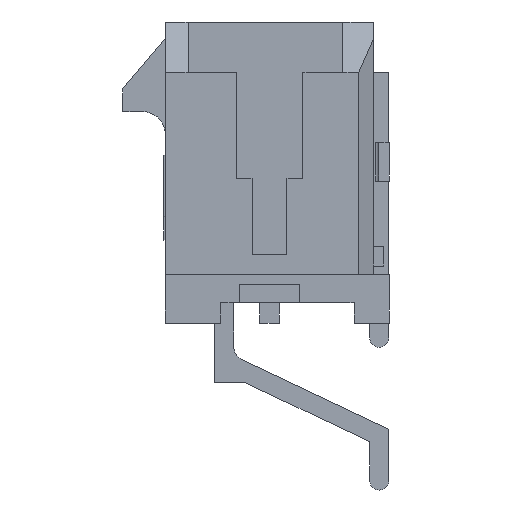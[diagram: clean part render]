
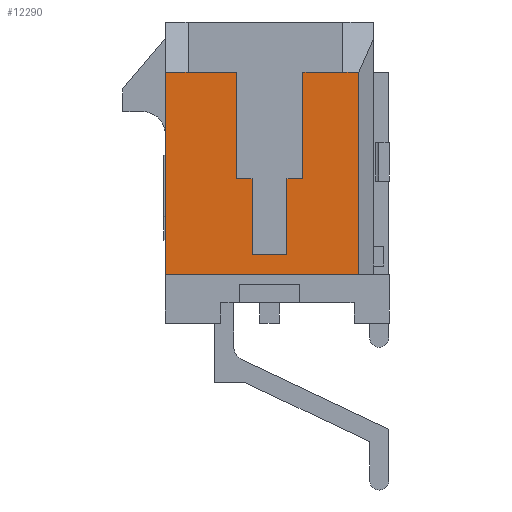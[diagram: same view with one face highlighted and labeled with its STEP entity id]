
A CAD part, left-side view. The second image highlights one B-rep face of the part: STEP entity #12290.
In plain terms, the highlighted planar face has unit normal (-1, 0, 0).
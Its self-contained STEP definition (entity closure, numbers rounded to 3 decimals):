
#825=FACE_OUTER_BOUND('',#1510,.T.);
#1510=EDGE_LOOP('',(#9432,#9433,#9434,#9435,#9436,#9437,#9438,#9439,#9440,
#9441,#9442,#9443,#9444,#9445));
#2143=LINE('',#17575,#3697);
#2474=LINE('',#18624,#4028);
#2641=LINE('',#18973,#4195);
#2642=LINE('',#18977,#4196);
#2643=LINE('',#18979,#4197);
#2644=LINE('',#18981,#4198);
#2645=LINE('',#18983,#4199);
#2646=LINE('',#18985,#4200);
#2647=LINE('',#18987,#4201);
#2648=LINE('',#18989,#4202);
#2649=LINE('',#18990,#4203);
#2650=LINE('',#18992,#4204);
#2651=LINE('',#18994,#4205);
#2652=LINE('',#18995,#4206);
#3697=VECTOR('',#13658,6.66);
#4028=VECTOR('',#14205,6.36);
#4195=VECTOR('',#14486,6.66);
#4196=VECTOR('',#14489,0.525);
#4197=VECTOR('',#14490,2.5);
#4198=VECTOR('',#14491,1.15);
#4199=VECTOR('',#14492,2.5);
#4200=VECTOR('',#14493,0.525);
#4201=VECTOR('',#14494,3.5);
#4202=VECTOR('',#14495,1.58);
#4203=VECTOR('',#14496,0.75);
#4204=VECTOR('',#14497,0.52);
#4205=VECTOR('',#14498,1.31);
#4206=VECTOR('',#14499,3.5);
#5267=VERTEX_POINT('',#17572);
#5268=VERTEX_POINT('',#17574);
#5574=VERTEX_POINT('',#18622);
#5699=VERTEX_POINT('',#18971);
#5700=VERTEX_POINT('',#18975);
#5701=VERTEX_POINT('',#18976);
#5702=VERTEX_POINT('',#18978);
#5703=VERTEX_POINT('',#18980);
#5704=VERTEX_POINT('',#18982);
#5705=VERTEX_POINT('',#18984);
#5706=VERTEX_POINT('',#18986);
#5707=VERTEX_POINT('',#18988);
#5708=VERTEX_POINT('',#18991);
#5709=VERTEX_POINT('',#18993);
#6499=EDGE_CURVE('',#5267,#5268,#2143,.T.);
#6895=EDGE_CURVE('',#5574,#5267,#2474,.T.);
#7073=EDGE_CURVE('',#5699,#5574,#2641,.T.);
#7074=EDGE_CURVE('',#5700,#5701,#2642,.T.);
#7075=EDGE_CURVE('',#5701,#5702,#2643,.T.);
#7076=EDGE_CURVE('',#5702,#5703,#2644,.T.);
#7077=EDGE_CURVE('',#5703,#5704,#2645,.T.);
#7078=EDGE_CURVE('',#5704,#5705,#2646,.T.);
#7079=EDGE_CURVE('',#5706,#5705,#2647,.T.);
#7080=EDGE_CURVE('',#5706,#5707,#2648,.T.);
#7081=EDGE_CURVE('',#5268,#5707,#2649,.T.);
#7082=EDGE_CURVE('',#5708,#5699,#2650,.T.);
#7083=EDGE_CURVE('',#5708,#5709,#2651,.T.);
#7084=EDGE_CURVE('',#5709,#5700,#2652,.T.);
#9432=ORIENTED_EDGE('',*,*,#7074,.T.);
#9433=ORIENTED_EDGE('',*,*,#7075,.T.);
#9434=ORIENTED_EDGE('',*,*,#7076,.T.);
#9435=ORIENTED_EDGE('',*,*,#7077,.T.);
#9436=ORIENTED_EDGE('',*,*,#7078,.T.);
#9437=ORIENTED_EDGE('',*,*,#7079,.F.);
#9438=ORIENTED_EDGE('',*,*,#7080,.T.);
#9439=ORIENTED_EDGE('',*,*,#7081,.F.);
#9440=ORIENTED_EDGE('',*,*,#6499,.F.);
#9441=ORIENTED_EDGE('',*,*,#6895,.F.);
#9442=ORIENTED_EDGE('',*,*,#7073,.F.);
#9443=ORIENTED_EDGE('',*,*,#7082,.F.);
#9444=ORIENTED_EDGE('',*,*,#7083,.T.);
#9445=ORIENTED_EDGE('',*,*,#7084,.T.);
#11624=PLANE('',#12946);
#12290=ADVANCED_FACE('',(#825),#11624,.F.);
#12946=AXIS2_PLACEMENT_3D('',#18974,#14487,#14488);
#13658=DIRECTION('',(0.,0.,1.));
#14205=DIRECTION('',(0.,1.,0.));
#14486=DIRECTION('',(0.,0.,-1.));
#14487=DIRECTION('center_axis',(1.,0.,0.));
#14488=DIRECTION('ref_axis',(0.,1.,0.));
#14489=DIRECTION('',(0.,1.,0.));
#14490=DIRECTION('',(0.,0.,-1.));
#14491=DIRECTION('',(0.,1.,0.));
#14492=DIRECTION('',(0.,0.,1.));
#14493=DIRECTION('',(0.,1.,0.));
#14494=DIRECTION('',(0.,0.,-1.));
#14495=DIRECTION('',(0.,1.,0.));
#14496=DIRECTION('',(0.,-1.,0.));
#14497=DIRECTION('',(0.,-1.,0.));
#14498=DIRECTION('',(0.,1.,0.));
#14499=DIRECTION('',(0.,0.,-1.));
#17572=CARTESIAN_POINT('',(-10.825,3.43,-3.355));
#17574=CARTESIAN_POINT('',(-10.825,3.43,3.305));
#17575=CARTESIAN_POINT('',(-10.825,3.43,-3.355));
#18622=CARTESIAN_POINT('',(-10.825,-2.93,-3.355));
#18624=CARTESIAN_POINT('',(-10.825,-2.93,-3.355));
#18971=CARTESIAN_POINT('',(-10.825,-2.93,3.305));
#18973=CARTESIAN_POINT('',(-10.825,-2.93,3.305));
#18974=CARTESIAN_POINT('Origin',(-10.825,0.,0.));
#18975=CARTESIAN_POINT('',(-10.825,-1.1,-0.195));
#18976=CARTESIAN_POINT('',(-10.825,-0.575,-0.195));
#18977=CARTESIAN_POINT('',(-10.825,-1.1,-0.195));
#18978=CARTESIAN_POINT('',(-10.825,-0.575,-2.695));
#18979=CARTESIAN_POINT('',(-10.825,-0.575,-0.195));
#18980=CARTESIAN_POINT('',(-10.825,0.575,-2.695));
#18981=CARTESIAN_POINT('',(-10.825,-0.575,-2.695));
#18982=CARTESIAN_POINT('',(-10.825,0.575,-0.195));
#18983=CARTESIAN_POINT('',(-10.825,0.575,-2.695));
#18984=CARTESIAN_POINT('',(-10.825,1.1,-0.195));
#18985=CARTESIAN_POINT('',(-10.825,0.575,-0.195));
#18986=CARTESIAN_POINT('',(-10.825,1.1,3.305));
#18987=CARTESIAN_POINT('',(-10.825,1.1,3.305));
#18988=CARTESIAN_POINT('',(-10.825,2.68,3.305));
#18989=CARTESIAN_POINT('',(-10.825,1.1,3.305));
#18990=CARTESIAN_POINT('',(-10.825,3.43,3.305));
#18991=CARTESIAN_POINT('',(-10.825,-2.41,3.305));
#18992=CARTESIAN_POINT('',(-10.825,-2.41,3.305));
#18993=CARTESIAN_POINT('',(-10.825,-1.1,3.305));
#18994=CARTESIAN_POINT('',(-10.825,-2.41,3.305));
#18995=CARTESIAN_POINT('',(-10.825,-1.1,3.305));
